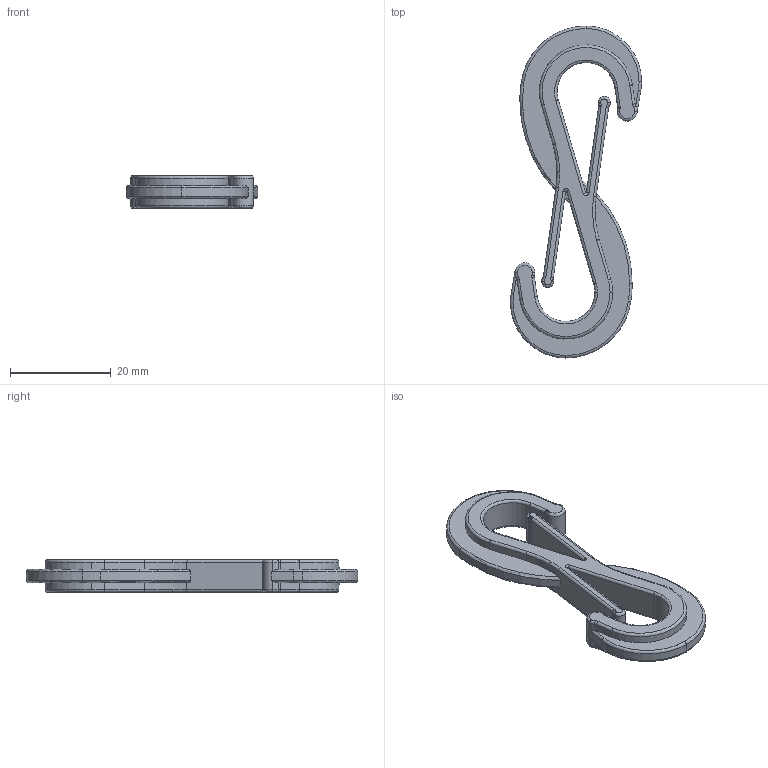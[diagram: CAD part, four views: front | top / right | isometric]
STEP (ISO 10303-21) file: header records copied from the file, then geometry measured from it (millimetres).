
FILE_DESCRIPTION (( 'STEP AP203' ), '1' );
FILE_NAME ('T63796.STEP', '2018-08-16T15:14:45', ( '' ), ( '' ), 'SwSTEP 2.0', 'SolidWorks 2016', '' );
FILE_SCHEMA (( 'CONFIG_CONTROL_DESIGN' ));
Length unit declared in the file: millimetre
Products named in the file (1): T63796
Bounding box: 26 x 65.8 x 6.5 mm (x, y, z)
Volume: 3857.2 mm3; surface area: 3398.4 mm2
Topology: 1 solids, 1 shells, 197 faces, 493 edges, 298 vertices
Faces by surface type: torus 86, cylinder 83, plane 28
Entity records: 6112 total; most frequent: DIRECTION 1177, CARTESIAN_POINT 1129, ORIENTED_EDGE 986, AXIS2_PLACEMENT_3D 510, EDGE_CURVE 493, CIRCLE 312, VERTEX_POINT 298, FACE_OUTER_BOUND 197
